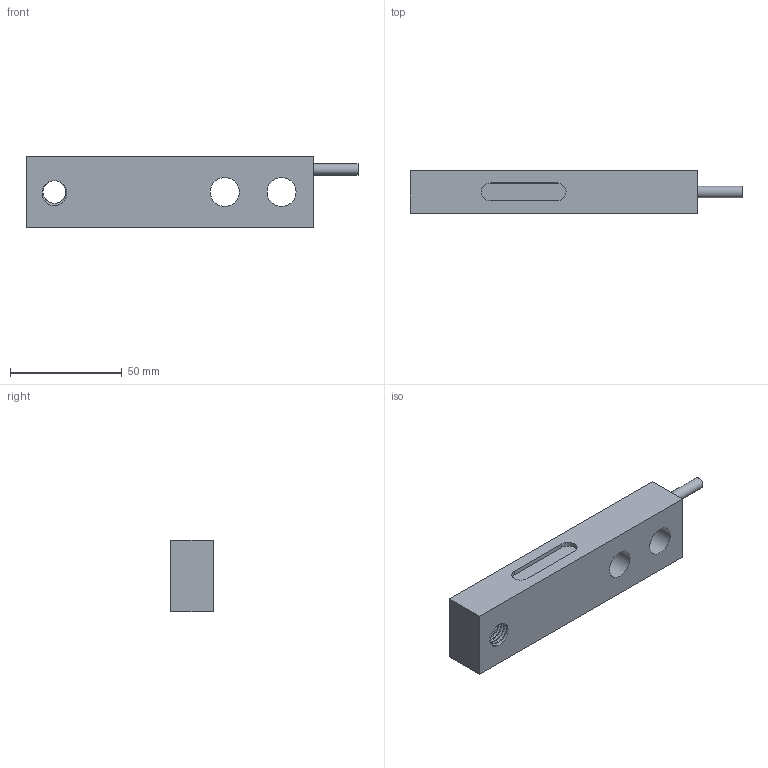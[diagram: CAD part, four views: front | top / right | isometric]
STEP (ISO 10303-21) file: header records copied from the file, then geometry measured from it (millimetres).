
FILE_DESCRIPTION(/* description */ (''),/* implementation_level */ '2;1');
FILE_NAME(/* name */ '563YSBKUN-1000kg v1.step',/* time_stamp */ '2020-02-06T15:20:43-08:00',/* author */ (''),/* organization */ (''),/* preprocessor_version */ 'ST-DEVELOPER v18',/* originating_system */ 'Autodesk Translation Framework v8.12.0.6',/* authorisation */ '');
FILE_SCHEMA (('AUTOMOTIVE_DESIGN { 1 0 10303 214 3 1 1 }'));
Length unit declared in the file: millimetre
Products named in the file (1): 563YSBKUN-1000kg
Bounding box: 148.5 x 19.1 x 31.8 mm (x, y, z)
Volume: 70828.2 mm3; surface area: 17054.4 mm2
Topology: 1 solids, 1 shells, 50 faces, 127 edges, 82 vertices
Faces by surface type: cylinder 35, plane 13, bspline 2
Full cylindrical faces by diameter (mm): 5.1 x1, 10.274 x11, 12.226 x13, 13 x2
Entity records: 4262 total; most frequent: CARTESIAN_POINT 3102, ORIENTED_EDGE 254, DIRECTION 191, EDGE_CURVE 127, VERTEX_POINT 82, AXIS2_PLACEMENT_3D 67, EDGE_LOOP 59, LINE 57
